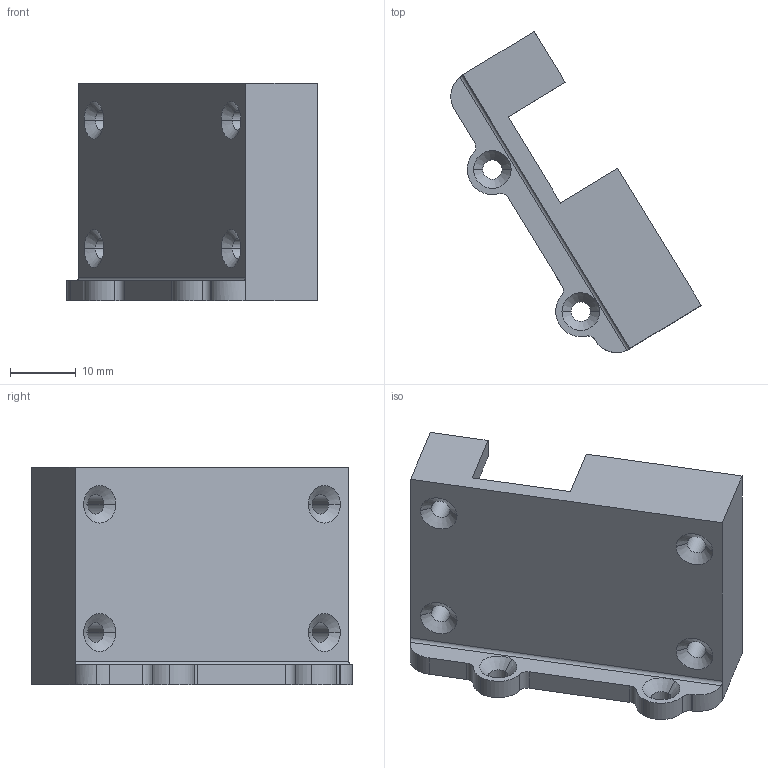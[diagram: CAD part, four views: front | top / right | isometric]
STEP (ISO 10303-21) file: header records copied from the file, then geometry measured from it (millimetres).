
FILE_DESCRIPTION (( 'STEP AP214' ), '1' );
FILE_NAME ('LinAct_Bracket_Front.STEP', '2019-11-19T00:47:02', ( '' ), ( '' ), 'SwSTEP 2.0', 'SolidWorks 2019', '' );
FILE_SCHEMA (( 'AUTOMOTIVE_DESIGN' ));
Length unit declared in the file: inch
Products named in the file (1): LinAct_Bracket_Front
Bounding box: 38.02 x 48.74 x 33.02 mm (x, y, z)
Volume: 9202.7 mm3; surface area: 6527.7 mm2
Topology: 1 solids, 1 shells, 54 faces, 142 edges, 90 vertices
Faces by surface type: cylinder 24, plane 18, cone 12
Entity records: 1742 total; most frequent: DIRECTION 308, CARTESIAN_POINT 297, ORIENTED_EDGE 284, EDGE_CURVE 142, AXIS2_PLACEMENT_3D 113, VERTEX_POINT 90, VECTOR 82, LINE 82
